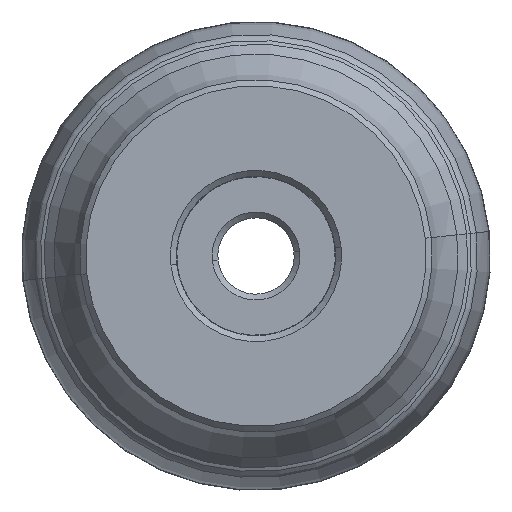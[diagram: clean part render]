
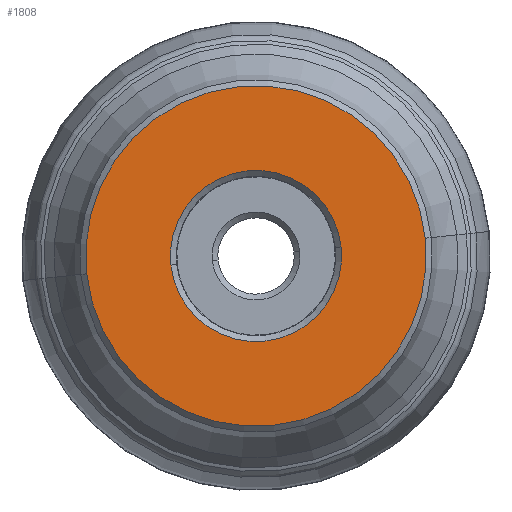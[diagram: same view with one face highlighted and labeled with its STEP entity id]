
A CAD part, left-side view. The second image highlights one B-rep face of the part: STEP entity #1808.
In plain terms, the highlighted planar face has unit normal (-1, 0, 0).
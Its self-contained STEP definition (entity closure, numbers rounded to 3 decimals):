
#160=CARTESIAN_POINT('Vertex',(0.,28.841,-3.031)) ;
#163=CARTESIAN_POINT('Axis2P3D Location',(0.,0.,0.)) ;
#167=CARTESIAN_POINT('Vertex',(0.,-28.841,3.031)) ;
#182=CARTESIAN_POINT('Axis2P3D Location',(0.,0.,0.)) ;
#199=CARTESIAN_POINT('Axis2P3D Location',(0.,0.,0.)) ;
#203=CARTESIAN_POINT('Vertex',(0.,14.495,-1.524)) ;
#205=CARTESIAN_POINT('Vertex',(0.,-14.495,1.524)) ;
#234=CARTESIAN_POINT('Axis2P3D Location',(0.,0.,0.)) ;
#1795=CARTESIAN_POINT('Axis2P3D Location',(0.,14.495,-1.524)) ;
#164=DIRECTION('Axis2P3D Direction',(1.,0.,0.)) ;
#183=DIRECTION('Axis2P3D Direction',(1.,0.,0.)) ;
#200=DIRECTION('Axis2P3D Direction',(-1.,0.,0.)) ;
#235=DIRECTION('Axis2P3D Direction',(-1.,0.,0.)) ;
#1796=DIRECTION('Axis2P3D Direction',(1.,0.,0.)) ;
#1797=DIRECTION('Axis2P3D XDirection',(0.,1.,0.)) ;
#165=AXIS2_PLACEMENT_3D('Circle Axis2P3D',#163,#164,$) ;
#184=AXIS2_PLACEMENT_3D('Circle Axis2P3D',#182,#183,$) ;
#201=AXIS2_PLACEMENT_3D('Circle Axis2P3D',#199,#200,$) ;
#236=AXIS2_PLACEMENT_3D('Circle Axis2P3D',#234,#235,$) ;
#1798=AXIS2_PLACEMENT_3D('Plane Axis2P3D',#1795,#1796,#1797) ;
#1801=ORIENTED_EDGE('',*,*,#169,.F.) ;
#1802=ORIENTED_EDGE('',*,*,#186,.F.) ;
#1805=ORIENTED_EDGE('',*,*,#238,.T.) ;
#1806=ORIENTED_EDGE('',*,*,#207,.T.) ;
#1807=FACE_BOUND('',#1804,.T.) ;
#1808=ADVANCED_FACE('Hauptk\X2\00F6\X0\rper',(#1803,#1807),#1799,.F.) ;
#166=CIRCLE('generated circle',#165,29.) ;
#185=CIRCLE('generated circle',#184,29.) ;
#202=CIRCLE('generated circle',#201,14.575) ;
#237=CIRCLE('generated circle',#236,14.575) ;
#169=EDGE_CURVE('',#161,#168,#166,.T.) ;
#186=EDGE_CURVE('',#168,#161,#185,.T.) ;
#207=EDGE_CURVE('',#204,#206,#202,.F.) ;
#238=EDGE_CURVE('',#206,#204,#237,.F.) ;
#1800=EDGE_LOOP('',(#1801,#1802)) ;
#1804=EDGE_LOOP('',(#1805,#1806)) ;
#1803=FACE_OUTER_BOUND('',#1800,.T.) ;
#1799=PLANE('',#1798) ;
#161=VERTEX_POINT('',#160) ;
#168=VERTEX_POINT('',#167) ;
#204=VERTEX_POINT('',#203) ;
#206=VERTEX_POINT('',#205) ;
